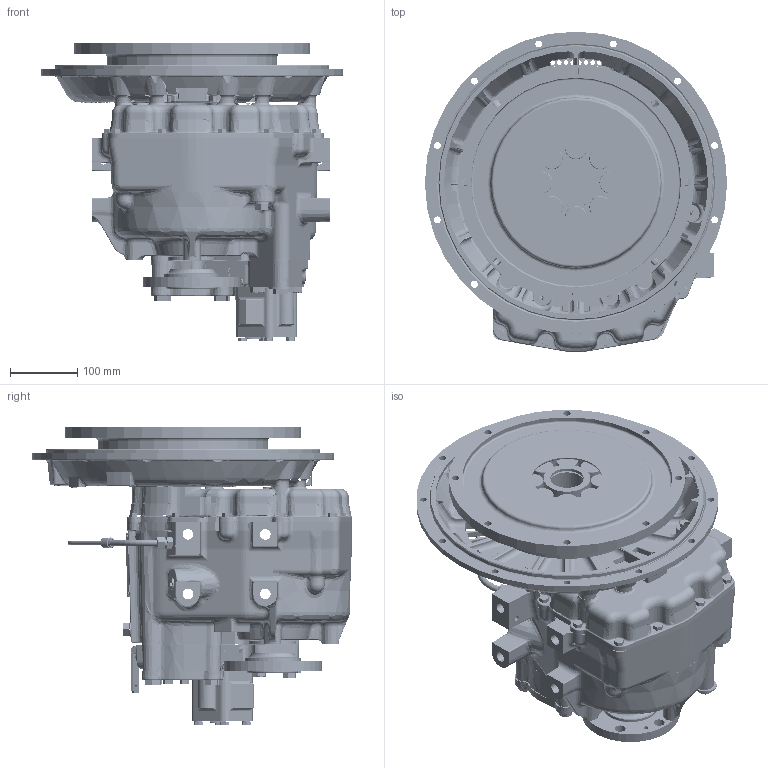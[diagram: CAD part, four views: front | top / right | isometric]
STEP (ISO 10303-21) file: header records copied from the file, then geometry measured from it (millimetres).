
FILE_DESCRIPTION (( 'STEP AP214' ), '1' );
FILE_NAME (' PX13021H.step', '2019-10-10T21:11:41', ( 'TDI' ), ( 'Twin Disc Inc' ), 'SwSTEP 2.0', 'SolidWorks 2017', '' );
FILE_SCHEMA (( 'AUTOMOTIVE_DESIGN' ));
Length unit declared in the file: millimetre
Products named in the file (1):  PX13021H
Bounding box: 451 x 478.58 x 444.96 mm (x, y, z)
Surface area: 1488357.1 mm2 (no closed solid volume)
Topology: 0 solids, 166 shells, 3793 faces, 13058 edges, 9037 vertices
Faces by surface type: cylinder 1028, bspline 954, plane 914, torus 425, cone 396, sphere 76
Entity records: 235816 total; most frequent: CARTESIAN_POINT 91421, ORIENTED_EDGE 20827, DIRECTION 19769, EDGE_CURVE 12967, VERTEX_POINT 9037, AXIS2_PLACEMENT_3D 7904, CIRCLE 5064, EDGE_LOOP 4468
